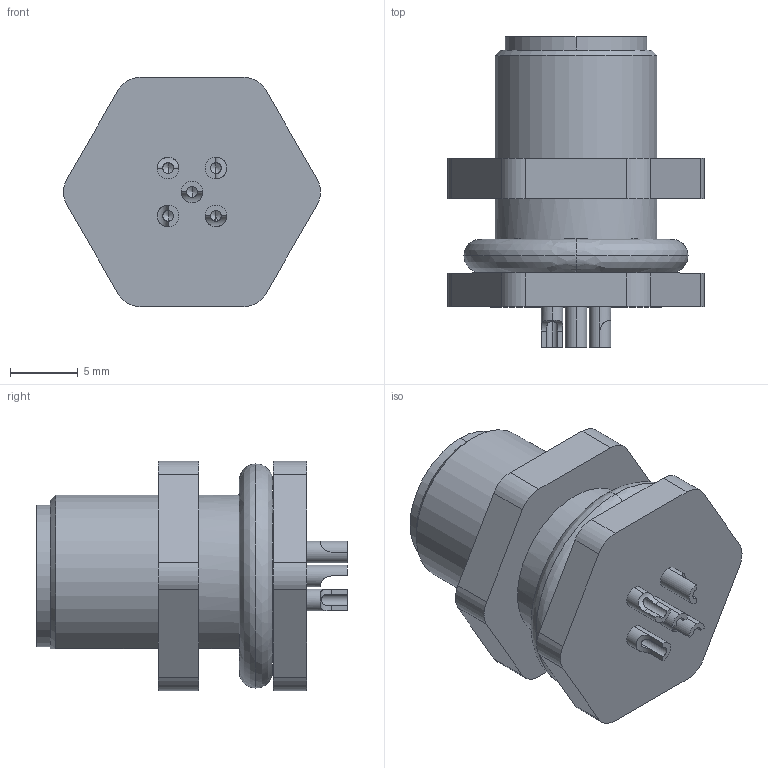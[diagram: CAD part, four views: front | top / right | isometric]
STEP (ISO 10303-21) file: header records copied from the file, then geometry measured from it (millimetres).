
FILE_DESCRIPTION (( 'STEP AP203' ), '1' );
FILE_NAME ('P186.STEP', '2020-03-31T06:07:20', ( 'edpusr' ), ( 'Microsoft' ), 'SwSTEP 2.0', 'SolidWorks 2015', '' );
FILE_SCHEMA (( 'CONFIG_CONTROL_DESIGN' ));
Length unit declared in the file: millimetre
Products named in the file (1): P186
Bounding box: 19.01 x 23 x 17 mm (x, y, z)
Volume: 2724.7 mm3; surface area: 2331.5 mm2
Topology: 1 solids, 1 shells, 118 faces, 319 edges, 194 vertices
Faces by surface type: cylinder 58, plane 38, cone 13, bspline 9
Entity records: 3928 total; most frequent: CARTESIAN_POINT 945, DIRECTION 628, ORIENTED_EDGE 598, EDGE_CURVE 299, AXIS2_PLACEMENT_3D 237, VERTEX_POINT 194, LINE 154, VECTOR 154
